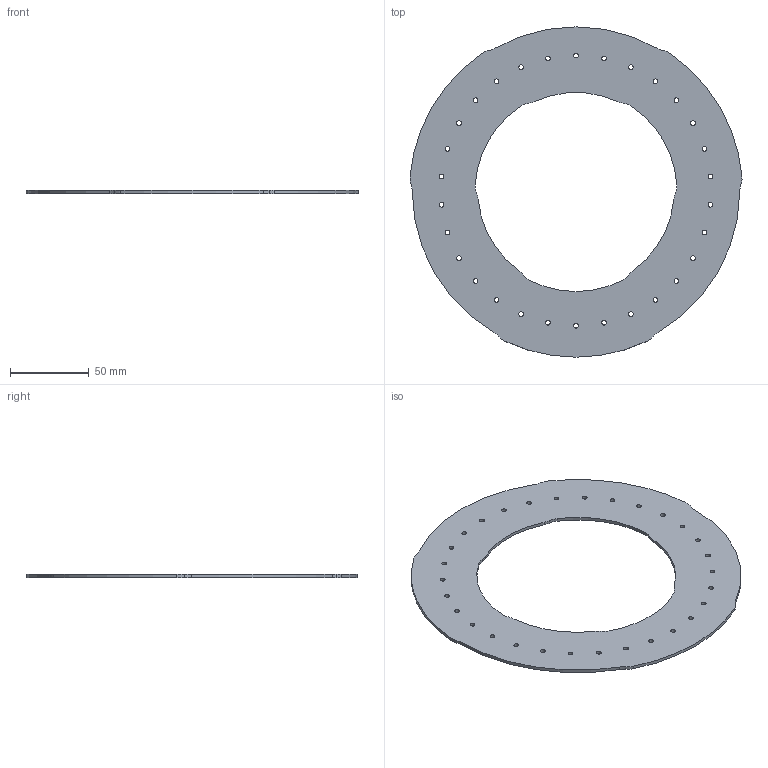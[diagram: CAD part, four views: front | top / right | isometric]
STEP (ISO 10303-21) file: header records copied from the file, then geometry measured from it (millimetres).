
FILE_DESCRIPTION(/* description */ (''),/* implementation_level */ '2;1');
FILE_NAME(/* name */ 'Lid_B.step',/* time_stamp */ '2025-11-20T19:14:38-03:00',/* author */ ('Joshua Harper'),/* organization */ (''),/* preprocessor_version */ 'ST-DEVELOPER v20.1',/* originating_system */ 'Autodesk Inventor 2026',/* authorisation */ '');
FILE_SCHEMA (('AUTOMOTIVE_DESIGN { 1 0 10303 214 3 1 1 }'));
Length unit declared in the file: millimetre
Products named in the file (1): Lid_B
Bounding box: 211.32 x 210.25 x 2 mm (x, y, z)
Volume: 43668.4 mm3; surface area: 46356.3 mm2
Topology: 1 solids, 1 shells, 68 faces, 198 edges, 132 vertices
Faces by surface type: cylinder 66, plane 2
Full cylindrical faces by diameter (mm): 3 x30
Entity records: 2501 total; most frequent: DIRECTION 468, CARTESIAN_POINT 399, ORIENTED_EDGE 396, AXIS2_PLACEMENT_3D 201, EDGE_CURVE 198, CIRCLE 132, VERTEX_POINT 132, EDGE_LOOP 130
